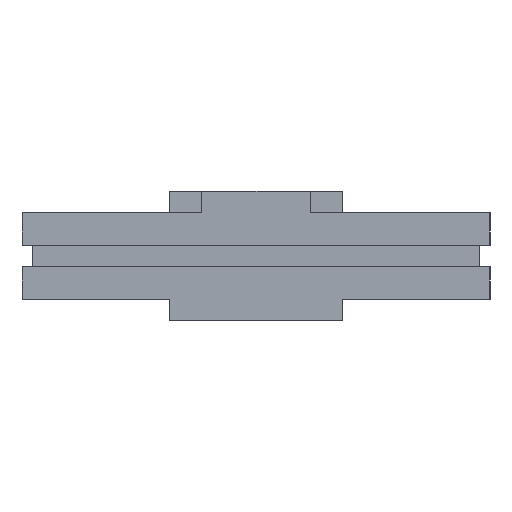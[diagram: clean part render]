
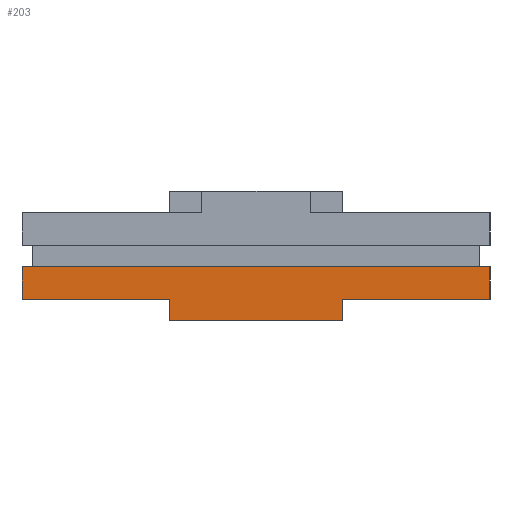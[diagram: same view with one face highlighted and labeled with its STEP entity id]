
A CAD part, front view. The second image highlights one B-rep face of the part: STEP entity #203.
In plain terms, the highlighted planar face has unit normal (0, -1, 0).
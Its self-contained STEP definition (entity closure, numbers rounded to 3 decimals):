
#203=ADVANCED_FACE('0:633',(#507),#508,.T.);
#245=EDGE_CURVE('0:696',#571,#568,#572,.T.);
#295=EDGE_CURVE('0:771',#639,#642,#643,.T.);
#303=EDGE_CURVE('0:783',#651,#654,#655,.T.);
#331=EDGE_CURVE('0:825',#691,#654,#692,.T.);
#337=EDGE_CURVE('0:834',#642,#699,#700,.T.);
#363=EDGE_CURVE('0:873',#639,#691,#735,.T.);
#391=EDGE_CURVE('0:915',#568,#699,#769,.T.);
#395=EDGE_CURVE('0:921',#571,#651,#773,.T.);
#507=FACE_OUTER_BOUND('',#875,.T.);
#508=PLANE('',#876);
#568=VERTEX_POINT('',#957);
#571=VERTEX_POINT('',#962);
#572=LINE('',#963,#964);
#639=VERTEX_POINT('',#1078);
#642=VERTEX_POINT('',#1083);
#643=LINE('',#1084,#1085);
#651=VERTEX_POINT('',#1098);
#654=VERTEX_POINT('',#1103);
#655=LINE('',#1104,#1105);
#691=VERTEX_POINT('',#1168);
#692=LINE('',#1169,#1170);
#699=VERTEX_POINT('',#1182);
#700=LINE('',#1183,#1184);
#735=LINE('',#1244,#1245);
#769=LINE('',#1306,#1307);
#773=LINE('',#1314,#1315);
#875=EDGE_LOOP('',(#1579,#1580,#1581,#1582,#1583,#1584,#1585,#1586));
#876=AXIS2_PLACEMENT_3D('',#1587,#1588,#1589);
#957=CARTESIAN_POINT('',(-72.1,-221.55,274.5));
#962=CARTESIAN_POINT('',(-106.2,-221.55,274.5));
#963=CARTESIAN_POINT('',(-89.15,-221.55,274.5));
#964=VECTOR('',#1693,0.001);
#1078=CARTESIAN_POINT('',(-32.1,-221.55,274.5));
#1083=CARTESIAN_POINT('',(-32.1,-221.55,269.5));
#1084=CARTESIAN_POINT('',(-32.1,-221.55,272.0));
#1085=VECTOR('',#1718,0.001);
#1098=CARTESIAN_POINT('',(-106.2,-221.55,282.0));
#1103=CARTESIAN_POINT('',(2.,-221.55,282.0));
#1104=CARTESIAN_POINT('',(-52.1,-221.55,282.0));
#1105=VECTOR('',#1722,0.001);
#1168=CARTESIAN_POINT('',(2.,-221.55,274.5));
#1169=CARTESIAN_POINT('',(2.,-221.55,278.25));
#1170=VECTOR('',#1736,0.001);
#1182=CARTESIAN_POINT('',(-72.1,-221.55,269.5));
#1183=CARTESIAN_POINT('',(-52.1,-221.55,269.5));
#1184=VECTOR('',#1739,0.001);
#1244=CARTESIAN_POINT('',(-15.05,-221.55,274.5));
#1245=VECTOR('',#1752,0.001);
#1306=CARTESIAN_POINT('',(-72.1,-221.55,272.0));
#1307=VECTOR('',#1766,0.001);
#1314=CARTESIAN_POINT('',(-106.2,-221.55,278.25));
#1315=VECTOR('',#1768,0.001);
#1579=ORIENTED_EDGE('',*,*,#303,.F.);
#1580=ORIENTED_EDGE('',*,*,#395,.F.);
#1581=ORIENTED_EDGE('',*,*,#245,.T.);
#1582=ORIENTED_EDGE('',*,*,#391,.T.);
#1583=ORIENTED_EDGE('',*,*,#337,.F.);
#1584=ORIENTED_EDGE('',*,*,#295,.F.);
#1585=ORIENTED_EDGE('',*,*,#363,.T.);
#1586=ORIENTED_EDGE('',*,*,#331,.T.);
#1587=CARTESIAN_POINT('',(-106.2,-221.55,284.5));
#1588=DIRECTION('',(0.,-1.0,0.0));
#1589=DIRECTION('',(1.0,0.,0.0));
#1693=DIRECTION('',(1.0,0.,0.0));
#1718=DIRECTION('',(0.0,0.0,-1.0));
#1722=DIRECTION('',(1.0,0.,0.0));
#1736=DIRECTION('',(0.0,0.0,1.0));
#1739=DIRECTION('',(-1.0,0.,0.0));
#1752=DIRECTION('',(1.0,0.,0.0));
#1766=DIRECTION('',(0.0,0.0,-1.0));
#1768=DIRECTION('',(0.0,0.0,1.0));
